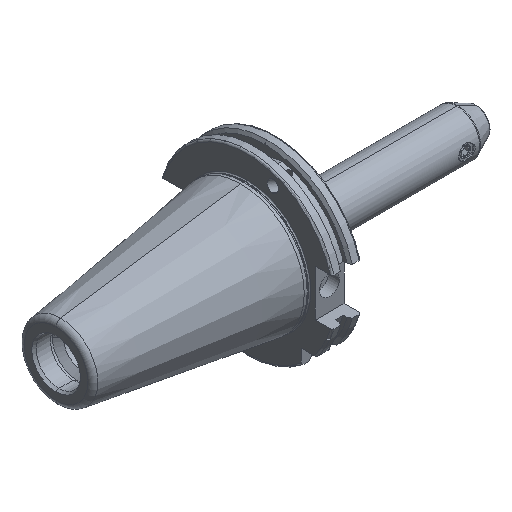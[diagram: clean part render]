
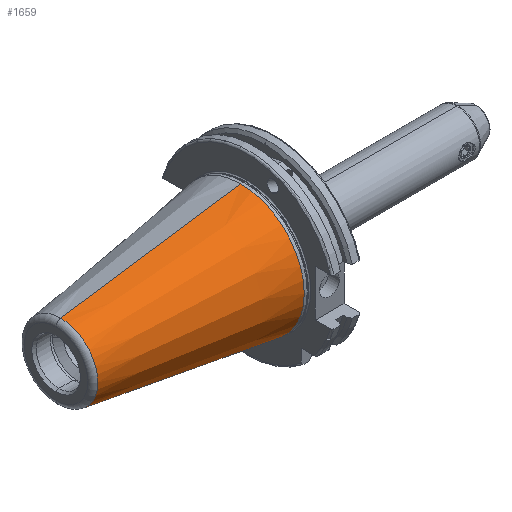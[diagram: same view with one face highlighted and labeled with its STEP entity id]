
A CAD part, isometric view. The second image highlights one B-rep face of the part: STEP entity #1659.
In plain terms, the highlighted conical face has half-angle 8.297 degrees and reference radius 34.925 mm.
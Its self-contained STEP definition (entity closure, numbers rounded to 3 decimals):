
#1655 = ORIENTED_EDGE ( 'NONE', *, *, #1670, .T. ) ;
#1656 = EDGE_CURVE ( 'NONE', #1747, #1668, #4517, .T. ) ;
#1658 = VERTEX_POINT ( 'NONE', #4733 ) ;
#1659 = ADVANCED_FACE ( 'NONE', ( #4732 ), #4731, .T. ) ;
#1660 = ORIENTED_EDGE ( 'NONE', *, *, #1663, .F. ) ;
#1663 = EDGE_CURVE ( 'NONE', #1658, #1747, #4718, .T. ) ;
#1665 = ORIENTED_EDGE ( 'NONE', *, *, #1656, .F. ) ;
#1666 = ORIENTED_EDGE ( 'NONE', *, *, #1760, .T. ) ;
#1668 = VERTEX_POINT ( 'NONE', #4713 ) ;
#1670 = EDGE_CURVE ( 'NONE', #1745, #1668, #4712, .T. ) ;
#1745 = VERTEX_POINT ( 'NONE', #4882 ) ;
#1746 = EDGE_LOOP ( 'NONE', ( #1660, #1666, #1655, #1665 ) ) ;
#1747 = VERTEX_POINT ( 'NONE', #4855 ) ;
#1760 = EDGE_CURVE ( 'NONE', #1658, #1745, #4905, .T. ) ;
#4515 = VECTOR ( 'NONE', #4740, 1000. ) ;
#4516 = CARTESIAN_POINT ( 'NONE',  ( 0., 0., 34.925 ) ) ;
#4517 = LINE ( 'NONE', #4516, #4515 ) ;
#4566 = DIRECTION ( 'NONE',  ( 0., 0., -1. ) ) ;
#4567 = DIRECTION ( 'NONE',  ( -1., 0., 0. ) ) ;
#4710 = CARTESIAN_POINT ( 'NONE',  ( 0., 0., 0. ) ) ;
#4711 = AXIS2_PLACEMENT_3D ( 'NONE', #4710, #4567, #4566 ) ;
#4712 = CIRCLE ( 'NONE', #4711, 34.925 ) ;
#4713 = CARTESIAN_POINT ( 'NONE',  ( 0., 0., 34.925 ) ) ;
#4714 = DIRECTION ( 'NONE',  ( 0., 0., -1. ) ) ;
#4715 = DIRECTION ( 'NONE',  ( -1., 0., 0. ) ) ;
#4716 = CARTESIAN_POINT ( 'NONE',  ( -99.183, 0., 0. ) ) ;
#4717 = AXIS2_PLACEMENT_3D ( 'NONE', #4716, #4715, #4714 ) ;
#4718 = CIRCLE ( 'NONE', #4717, 20.461 ) ;
#4727 = DIRECTION ( 'NONE',  ( 0., 0., 1. ) ) ;
#4728 = DIRECTION ( 'NONE',  ( 1., 0., 0. ) ) ;
#4729 = CARTESIAN_POINT ( 'NONE',  ( 0., 0., 0. ) ) ;
#4730 = AXIS2_PLACEMENT_3D ( 'NONE', #4729, #4728, #4727 ) ;
#4731 = CONICAL_SURFACE ( 'NONE', #4730, 34.925, 0.145 ) ;
#4732 = FACE_OUTER_BOUND ( 'NONE', #1746, .T. ) ;
#4733 = CARTESIAN_POINT ( 'NONE',  ( -99.183, 0., -20.461 ) ) ;
#4740 = DIRECTION ( 'NONE',  ( 0.99, 0., 0.144 ) ) ;
#4855 = CARTESIAN_POINT ( 'NONE',  ( -99.183, 0., 20.461 ) ) ;
#4882 = CARTESIAN_POINT ( 'NONE',  ( 0., 0., -34.925 ) ) ;
#4902 = DIRECTION ( 'NONE',  ( 0.99, 0., -0.144 ) ) ;
#4903 = VECTOR ( 'NONE', #4902, 1000. ) ;
#4904 = CARTESIAN_POINT ( 'NONE',  ( 0., 0., -34.925 ) ) ;
#4905 = LINE ( 'NONE', #4904, #4903 ) ;
